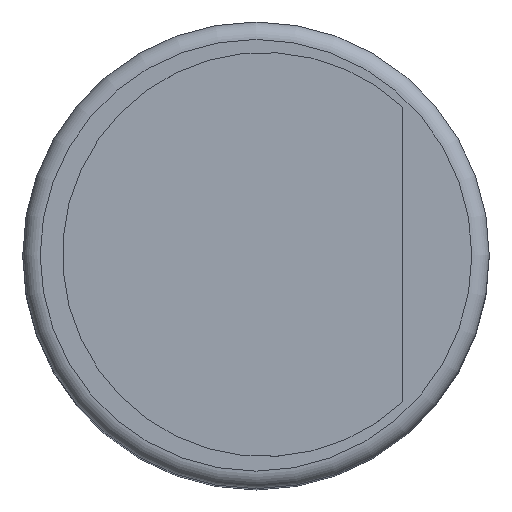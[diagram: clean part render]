
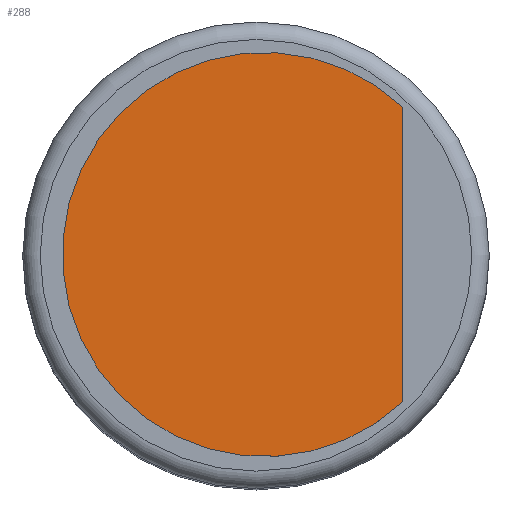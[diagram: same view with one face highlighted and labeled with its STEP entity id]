
A CAD part, top view. The second image highlights one B-rep face of the part: STEP entity #288.
In plain terms, the highlighted planar face has unit normal (0, 0, 1).
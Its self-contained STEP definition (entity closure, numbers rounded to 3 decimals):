
#31=LINE('',#571,#40);
#40=VECTOR('',#421,10.);
#46=PLANE('',#337);
#59=FACE_OUTER_BOUND('',#79,.T.);
#79=EDGE_LOOP('',(#227,#228));
#97=CIRCLE('',#322,3.464);
#128=VERTEX_POINT('',#487);
#129=VERTEX_POINT('',#488);
#156=EDGE_CURVE('',#128,#129,#97,.T.);
#171=EDGE_CURVE('',#129,#128,#31,.T.);
#227=ORIENTED_EDGE('',*,*,#156,.T.);
#228=ORIENTED_EDGE('',*,*,#171,.T.);
#288=ADVANCED_FACE('',(#59),#46,.T.);
#322=AXIS2_PLACEMENT_3D('',#489,#385,#386);
#337=AXIS2_PLACEMENT_3D('',#570,#419,#420);
#385=DIRECTION('center_axis',(0.,0.,1.));
#386=DIRECTION('ref_axis',(0.684,0.729,0.));
#419=DIRECTION('center_axis',(0.,0.,1.));
#420=DIRECTION('ref_axis',(1.,0.,0.));
#421=DIRECTION('',(0.,1.,0.));
#487=CARTESIAN_POINT('',(2.516,2.54,13.8));
#488=CARTESIAN_POINT('',(2.516,-2.513,13.8));
#489=CARTESIAN_POINT('Origin',(0.146,0.013,13.8));
#570=CARTESIAN_POINT('Origin',(0.,0.,13.8));
#571=CARTESIAN_POINT('',(2.516,1.555,13.8));
